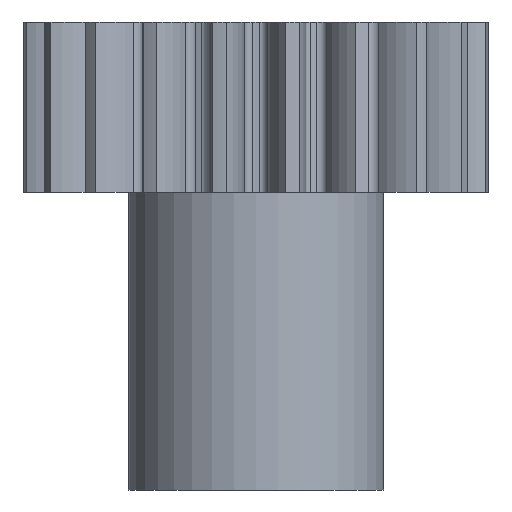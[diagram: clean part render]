
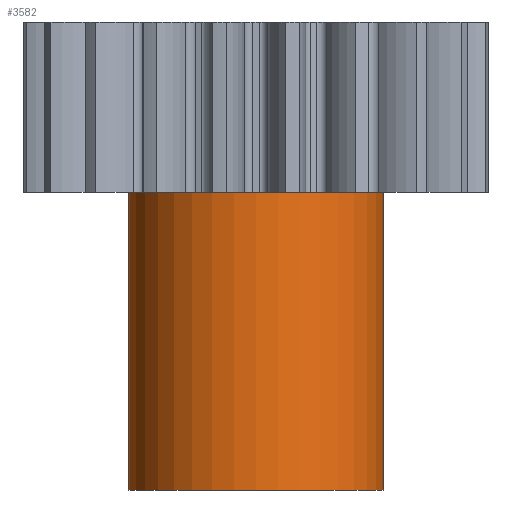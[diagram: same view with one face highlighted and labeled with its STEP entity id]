
A CAD part, front view. The second image highlights one B-rep face of the part: STEP entity #3582.
In plain terms, the highlighted cylindrical face has radius 15 mm (diameter 30 mm), a partial arc.
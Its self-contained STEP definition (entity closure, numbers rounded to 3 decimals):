
#151 = CARTESIAN_POINT ( 'NONE',  ( 0., 0., 0. ) ) ;
#152 = CIRCLE ( 'NONE', #170, 15. ) ;
#169 = DIRECTION ( 'NONE',  ( 0., 0., 1. ) ) ;
#170 = AXIS2_PLACEMENT_3D ( 'NONE', #151, #169, #208 ) ;
#208 = DIRECTION ( 'NONE',  ( 1., 0., 0. ) ) ;
#1471 = FACE_OUTER_BOUND ( 'NONE', #3478, .T. ) ;
#1472 = DIRECTION ( 'NONE',  ( 1., 0., 0. ) ) ;
#1478 = CARTESIAN_POINT ( 'NONE',  ( 0., 0., -35. ) ) ;
#1479 = CIRCLE ( 'NONE', #1524, 15. ) ;
#1485 = CYLINDRICAL_SURFACE ( 'NONE', #1501, 15. ) ;
#1487 = CARTESIAN_POINT ( 'NONE',  ( 0., 0., -35. ) ) ;
#1492 = DIRECTION ( 'NONE',  ( 0., 0., 1. ) ) ;
#1501 = AXIS2_PLACEMENT_3D ( 'NONE', #1478, #1492, #1472 ) ;
#1522 = DIRECTION ( 'NONE',  ( 1., 0., 0. ) ) ;
#1523 = DIRECTION ( 'NONE',  ( 0., 0., 1. ) ) ;
#1524 = AXIS2_PLACEMENT_3D ( 'NONE', #1487, #1523, #1522 ) ;
#1728 = CARTESIAN_POINT ( 'NONE',  ( -15., 0., 0. ) ) ;
#1898 = DIRECTION ( 'NONE',  ( 0., 0., 1. ) ) ;
#1899 = VECTOR ( 'NONE', #1898, 1000. ) ;
#1900 = CARTESIAN_POINT ( 'NONE',  ( -15., 0., -35. ) ) ;
#1918 = LINE ( 'NONE', #1900, #1899 ) ;
#1960 = CARTESIAN_POINT ( 'NONE',  ( 15., 0., 0. ) ) ;
#2063 = CARTESIAN_POINT ( 'NONE',  ( -15., 0., -35. ) ) ;
#2064 = CARTESIAN_POINT ( 'NONE',  ( 15., 0., -35. ) ) ;
#2082 = DIRECTION ( 'NONE',  ( 0., 0., 1. ) ) ;
#2083 = VECTOR ( 'NONE', #2082, 1000. ) ;
#2092 = CARTESIAN_POINT ( 'NONE',  ( 15., 0., -35. ) ) ;
#2093 = LINE ( 'NONE', #2092, #2083 ) ;
#2785 = EDGE_CURVE ( 'NONE', #4128, #4224, #152, .T. ) ;
#3477 = ORIENTED_EDGE ( 'NONE', *, *, #2785, .F. ) ;
#3478 = EDGE_LOOP ( 'NONE', ( #3578, #3581, #3480, #3477 ) ) ;
#3480 = ORIENTED_EDGE ( 'NONE', *, *, #4205, .T. ) ;
#3578 = ORIENTED_EDGE ( 'NONE', *, *, #4122, .F. ) ;
#3581 = ORIENTED_EDGE ( 'NONE', *, *, #3583, .T. ) ;
#3582 = ADVANCED_FACE ( 'NONE', ( #1471 ), #1485, .T. ) ;
#3583 = EDGE_CURVE ( 'NONE', #4220, #4219, #1479, .T. ) ;
#4122 = EDGE_CURVE ( 'NONE', #4220, #4128, #1918, .T. ) ;
#4128 = VERTEX_POINT ( 'NONE', #1728 ) ;
#4205 = EDGE_CURVE ( 'NONE', #4219, #4224, #2093, .T. ) ;
#4219 = VERTEX_POINT ( 'NONE', #2064 ) ;
#4220 = VERTEX_POINT ( 'NONE', #2063 ) ;
#4224 = VERTEX_POINT ( 'NONE', #1960 ) ;
